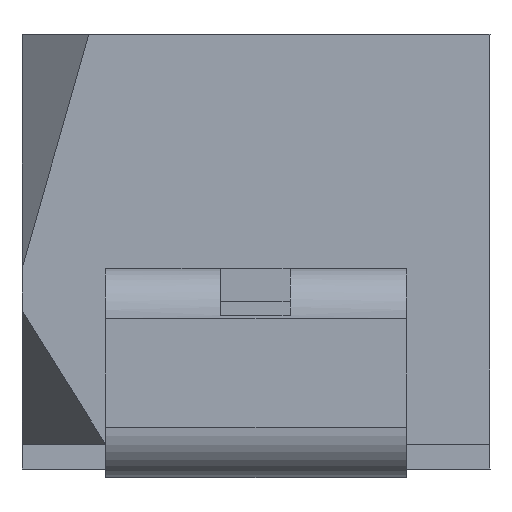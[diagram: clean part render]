
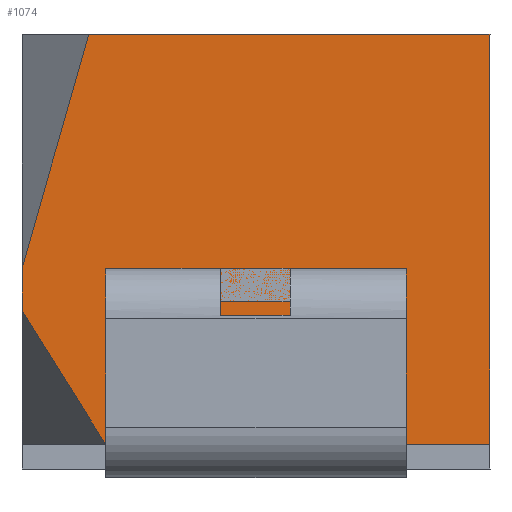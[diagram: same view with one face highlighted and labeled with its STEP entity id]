
A CAD part, front view. The second image highlights one B-rep face of the part: STEP entity #1074.
In plain terms, the highlighted planar face has unit normal (0, -1, 0).
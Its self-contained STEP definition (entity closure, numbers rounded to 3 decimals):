
#71 = ORIENTED_EDGE ( 'NONE', *, *, #214, .F. ) ;
#74 = CARTESIAN_POINT ( 'NONE',  ( -0.7, -1., -0.126 ) ) ;
#198 = DIRECTION ( 'NONE',  ( 0.53, 0., -0.848 ) ) ;
#212 = ORIENTED_EDGE ( 'NONE', *, *, #2855, .T. ) ;
#214 = EDGE_CURVE ( 'NONE', #3158, #755, #3067, .T. ) ;
#351 = CARTESIAN_POINT ( 'NONE',  ( -0.6, -1., 0.35 ) ) ;
#352 = CARTESIAN_POINT ( 'NONE',  ( -0.45, -1., -0.526 ) ) ;
#515 = VERTEX_POINT ( 'NONE', #74 ) ;
#683 = EDGE_CURVE ( 'NONE', #787, #2227, #1625, .T. ) ;
#755 = VERTEX_POINT ( 'NONE', #3045 ) ;
#787 = VERTEX_POINT ( 'NONE', #3109 ) ;
#993 = LINE ( 'NONE', #2585, #2166 ) ;
#1031 = VECTOR ( 'NONE', #2349, 1000. ) ;
#1074 = ADVANCED_FACE ( 'NONE', ( #1757 ), #1296, .T. ) ;
#1296 = PLANE ( 'NONE',  #2934 ) ;
#1341 = DIRECTION ( 'NONE',  ( -1., 0., 0. ) ) ;
#1358 = CARTESIAN_POINT ( 'NONE',  ( -0.7, -1., 0.7 ) ) ;
#1459 = LINE ( 'NONE', #2439, #2210 ) ;
#1568 = EDGE_CURVE ( 'NONE', #515, #2200, #1459, .T. ) ;
#1625 = LINE ( 'NONE', #2612, #2310 ) ;
#1641 = DIRECTION ( 'NONE',  ( 0., 0., -1. ) ) ;
#1757 = FACE_OUTER_BOUND ( 'NONE', #2076, .T. ) ;
#1797 = DIRECTION ( 'NONE',  ( 1., 0., 0. ) ) ;
#1826 = CARTESIAN_POINT ( 'NONE',  ( 500000., -1., -0.526 ) ) ;
#1873 = EDGE_CURVE ( 'NONE', #787, #755, #993, .T. ) ;
#2076 = EDGE_LOOP ( 'NONE', ( #3003, #2173, #2899, #2431, #71, #212 ) ) ;
#2166 = VECTOR ( 'NONE', #1341, 1000. ) ;
#2173 = ORIENTED_EDGE ( 'NONE', *, *, #2898, .F. ) ;
#2200 = VERTEX_POINT ( 'NONE', #352 ) ;
#2210 = VECTOR ( 'NONE', #198, 1000. ) ;
#2227 = VERTEX_POINT ( 'NONE', #2544 ) ;
#2294 = DIRECTION ( 'NONE',  ( 0., -1., 0. ) ) ;
#2310 = VECTOR ( 'NONE', #2560, 1000. ) ;
#2349 = DIRECTION ( 'NONE',  ( -1., 0., 0. ) ) ;
#2431 = ORIENTED_EDGE ( 'NONE', *, *, #1873, .T. ) ;
#2439 = CARTESIAN_POINT ( 'NONE',  ( -0.565, -1., -0.341 ) ) ;
#2544 = CARTESIAN_POINT ( 'NONE',  ( 0.7, -1., -0.526 ) ) ;
#2560 = DIRECTION ( 'NONE',  ( 0., 0., -1. ) ) ;
#2585 = CARTESIAN_POINT ( 'NONE',  ( 10.492, -1., 0.7 ) ) ;
#2601 = LINE ( 'NONE', #1826, #1031 ) ;
#2612 = CARTESIAN_POINT ( 'NONE',  ( 0.7, -1., 0.7 ) ) ;
#2618 = VECTOR ( 'NONE', #3058, 1000. ) ;
#2641 = VECTOR ( 'NONE', #1641, 1000. ) ;
#2834 = LINE ( 'NONE', #1358, #2641 ) ;
#2855 = EDGE_CURVE ( 'NONE', #3158, #515, #2834, .T. ) ;
#2884 = CARTESIAN_POINT ( 'NONE',  ( -0.7, -1., 0. ) ) ;
#2898 = EDGE_CURVE ( 'NONE', #2227, #2200, #2601, .T. ) ;
#2899 = ORIENTED_EDGE ( 'NONE', *, *, #683, .F. ) ;
#2934 = AXIS2_PLACEMENT_3D ( 'NONE', #3004, #2294, #1797 ) ;
#3003 = ORIENTED_EDGE ( 'NONE', *, *, #1568, .T. ) ;
#3004 = CARTESIAN_POINT ( 'NONE',  ( 10.492, -1., 0.7 ) ) ;
#3045 = CARTESIAN_POINT ( 'NONE',  ( -0.5, -1., 0.7 ) ) ;
#3058 = DIRECTION ( 'NONE',  ( 0.275, 0., 0.962 ) ) ;
#3067 = LINE ( 'NONE', #351, #2618 ) ;
#3109 = CARTESIAN_POINT ( 'NONE',  ( 0.7, -1., 0.7 ) ) ;
#3158 = VERTEX_POINT ( 'NONE', #2884 ) ;
